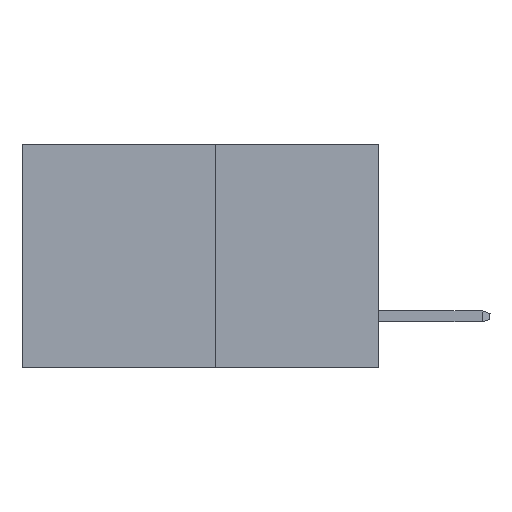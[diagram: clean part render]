
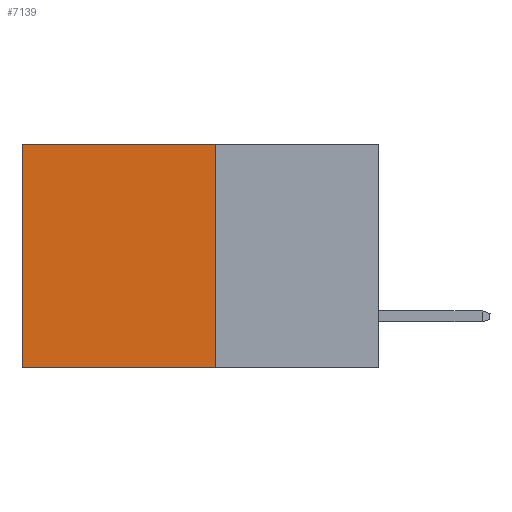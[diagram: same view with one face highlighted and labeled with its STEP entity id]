
A CAD part, left-side view. The second image highlights one B-rep face of the part: STEP entity #7139.
In plain terms, the highlighted planar face has unit normal (-1, 0, 0).
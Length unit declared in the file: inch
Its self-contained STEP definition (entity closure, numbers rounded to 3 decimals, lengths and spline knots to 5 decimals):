
#29 = LINE ( 'NONE', #5965, #6069 ) ;
#361 = AXIS2_PLACEMENT_3D ( 'NONE', #9557, #3200, #3448 ) ;
#378 = EDGE_CURVE ( 'NONE', #4641, #724, #3093, .T. ) ;
#724 = VERTEX_POINT ( 'NONE', #2882 ) ;
#1663 = LINE ( 'NONE', #2700, #3494 ) ;
#2007 = VERTEX_POINT ( 'NONE', #3761 ) ;
#2604 = VECTOR ( 'NONE', #5481, 39.37008 ) ;
#2700 = CARTESIAN_POINT ( 'NONE',  ( 0.277, 0.27, 0. ) ) ;
#2833 = DIRECTION ( 'NONE',  ( 0., 1., 0. ) ) ;
#2882 = CARTESIAN_POINT ( 'NONE',  ( 0.277, 0.27, -0.37 ) ) ;
#2933 = DIRECTION ( 'NONE',  ( 0., 1., 0. ) ) ;
#2969 = VERTEX_POINT ( 'NONE', #3951 ) ;
#3093 = LINE ( 'NONE', #5412, #2604 ) ;
#3200 = DIRECTION ( 'NONE',  ( 1., 0., 0. ) ) ;
#3448 = DIRECTION ( 'NONE',  ( 0., 0., -1. ) ) ;
#3464 = EDGE_CURVE ( 'NONE', #2007, #2969, #8325, .T. ) ;
#3476 = PLANE ( 'NONE',  #361 ) ;
#3494 = VECTOR ( 'NONE', #2833, 39.37008 ) ;
#3495 = CARTESIAN_POINT ( 'NONE',  ( 0.277, 0.59, -0.37 ) ) ;
#3761 = CARTESIAN_POINT ( 'NONE',  ( 0.277, 0.59, 0. ) ) ;
#3951 = CARTESIAN_POINT ( 'NONE',  ( 0.277, 0.59, -0.37 ) ) ;
#4076 = EDGE_LOOP ( 'NONE', ( #4259, #4281, #9098, #7507 ) ) ;
#4259 = ORIENTED_EDGE ( 'NONE', *, *, #3464, .T. ) ;
#4281 = ORIENTED_EDGE ( 'NONE', *, *, #4603, .F. ) ;
#4603 = EDGE_CURVE ( 'NONE', #724, #2969, #29, .T. ) ;
#4641 = VERTEX_POINT ( 'NONE', #6419 ) ;
#5412 = CARTESIAN_POINT ( 'NONE',  ( 0.277, 0.27, -0.37 ) ) ;
#5481 = DIRECTION ( 'NONE',  ( 0., 0., -1. ) ) ;
#5962 = EDGE_CURVE ( 'NONE', #4641, #2007, #1663, .T. ) ;
#5965 = CARTESIAN_POINT ( 'NONE',  ( 0.277, 0.27, -0.37 ) ) ;
#6069 = VECTOR ( 'NONE', #2933, 39.37008 ) ;
#6419 = CARTESIAN_POINT ( 'NONE',  ( 0.277, 0.27, 0. ) ) ;
#7139 = ADVANCED_FACE ( 'NONE', ( #9099 ), #3476, .F. ) ;
#7507 = ORIENTED_EDGE ( 'NONE', *, *, #5962, .T. ) ;
#7748 = DIRECTION ( 'NONE',  ( 0., 0., -1. ) ) ;
#8325 = LINE ( 'NONE', #3495, #8556 ) ;
#8556 = VECTOR ( 'NONE', #7748, 39.37008 ) ;
#9098 = ORIENTED_EDGE ( 'NONE', *, *, #378, .F. ) ;
#9099 = FACE_OUTER_BOUND ( 'NONE', #4076, .T. ) ;
#9557 = CARTESIAN_POINT ( 'NONE',  ( 0.277, 0.27, -0.37 ) ) ;
